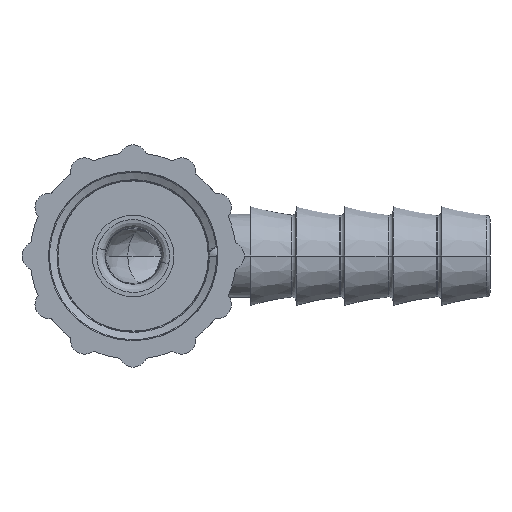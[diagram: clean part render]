
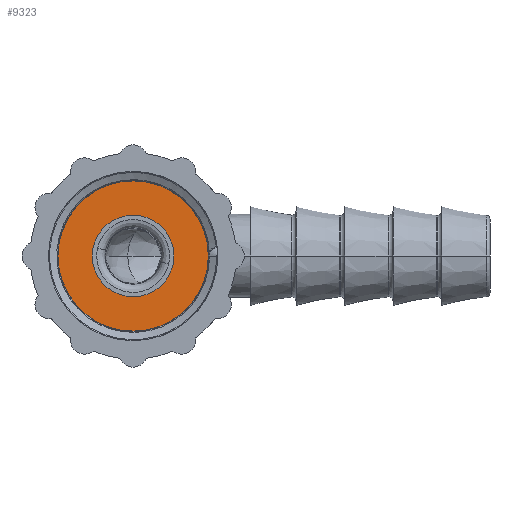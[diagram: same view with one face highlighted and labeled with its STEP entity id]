
A CAD part, front view. The second image highlights one B-rep face of the part: STEP entity #9323.
In plain terms, the highlighted face is planar.
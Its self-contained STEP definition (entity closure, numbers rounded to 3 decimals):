
#754 = AXIS2_PLACEMENT_3D ( 'NONE', #4852, #4860, #4861 ) ;
#2532 = CIRCLE ( 'NONE', #2599, 5.05 ) ;
#2540 = AXIS2_PLACEMENT_3D ( 'NONE', #6208, #6209, #6210 ) ;
#2599 = AXIS2_PLACEMENT_3D ( 'NONE', #6179, #6180, #6181 ) ;
#2602 = CIRCLE ( 'NONE', #2540, 9.3 ) ;
#2604 = CIRCLE ( 'NONE', #2605, 5.05 ) ;
#2605 = AXIS2_PLACEMENT_3D ( 'NONE', #6205, #6206, #6207 ) ;
#4852 = CARTESIAN_POINT ( 'NONE',  ( 1.15, 0., -9.3 ) ) ;
#4856 = FACE_OUTER_BOUND ( 'NONE', #10539, .T. ) ;
#4857 = FACE_BOUND ( 'NONE', #10537, .T. ) ;
#4858 = PLANE ( 'NONE',  #754 ) ;
#4860 = DIRECTION ( 'NONE',  ( -1., 0., 0. ) ) ;
#4861 = DIRECTION ( 'NONE',  ( 0., 0., 1. ) ) ;
#5577 = CARTESIAN_POINT ( 'NONE',  ( 1.15, 0., -5.05 ) ) ;
#5650 = CARTESIAN_POINT ( 'NONE',  ( 1.15, 0., 9.3 ) ) ;
#5662 = CARTESIAN_POINT ( 'NONE',  ( 1.15, 0., -9.3 ) ) ;
#5664 = CARTESIAN_POINT ( 'NONE',  ( 1.15, 0., 5.05 ) ) ;
#6060 = CIRCLE ( 'NONE', #10887, 9.3 ) ;
#6176 = CARTESIAN_POINT ( 'NONE',  ( 1.15, 0., 0. ) ) ;
#6177 = DIRECTION ( 'NONE',  ( -1., 0., 0. ) ) ;
#6178 = DIRECTION ( 'NONE',  ( 0., 0., 1. ) ) ;
#6179 = CARTESIAN_POINT ( 'NONE',  ( 1.15, 0., 0. ) ) ;
#6180 = DIRECTION ( 'NONE',  ( -1., 0., 0. ) ) ;
#6181 = DIRECTION ( 'NONE',  ( 0., 0., 1. ) ) ;
#6205 = CARTESIAN_POINT ( 'NONE',  ( 1.15, 0., 0. ) ) ;
#6206 = DIRECTION ( 'NONE',  ( -1., 0., 0. ) ) ;
#6207 = DIRECTION ( 'NONE',  ( 0., 0., 1. ) ) ;
#6208 = CARTESIAN_POINT ( 'NONE',  ( 1.15, 0., 0. ) ) ;
#6209 = DIRECTION ( 'NONE',  ( -1., 0., 0. ) ) ;
#6210 = DIRECTION ( 'NONE',  ( 0., 0., 1. ) ) ;
#9186 = EDGE_CURVE ( 'NONE', #9576, #9564, #6060, .T. ) ;
#9187 = EDGE_CURVE ( 'NONE', #9578, #9491, #2532, .T. ) ;
#9196 = EDGE_CURVE ( 'NONE', #9491, #9578, #2604, .T. ) ;
#9197 = EDGE_CURVE ( 'NONE', #9564, #9576, #2602, .T. ) ;
#9323 = ADVANCED_FACE ( 'NONE', ( #4856, #4857 ), #4858, .F. ) ;
#9491 = VERTEX_POINT ( 'NONE', #5577 ) ;
#9564 = VERTEX_POINT ( 'NONE', #5650 ) ;
#9576 = VERTEX_POINT ( 'NONE', #5662 ) ;
#9578 = VERTEX_POINT ( 'NONE', #5664 ) ;
#9763 = ORIENTED_EDGE ( 'NONE', *, *, #9187, .T. ) ;
#9775 = ORIENTED_EDGE ( 'NONE', *, *, #9196, .T. ) ;
#9807 = ORIENTED_EDGE ( 'NONE', *, *, #9186, .F. ) ;
#9809 = ORIENTED_EDGE ( 'NONE', *, *, #9197, .F. ) ;
#10537 = EDGE_LOOP ( 'NONE', ( #9763, #9775 ) ) ;
#10539 = EDGE_LOOP ( 'NONE', ( #9809, #9807 ) ) ;
#10887 = AXIS2_PLACEMENT_3D ( 'NONE', #6176, #6177, #6178 ) ;
